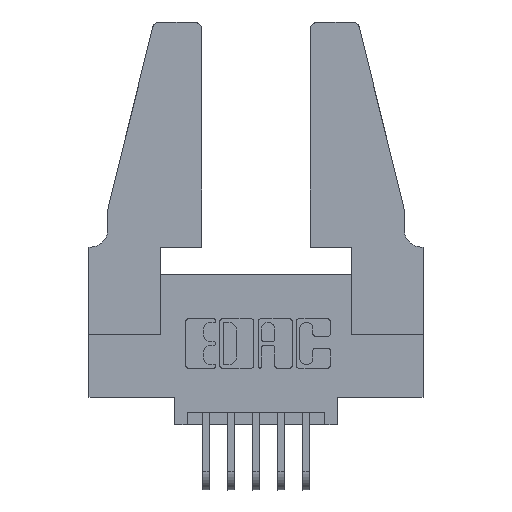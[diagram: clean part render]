
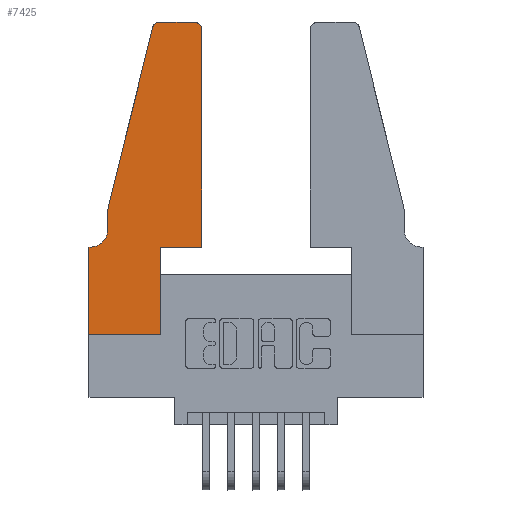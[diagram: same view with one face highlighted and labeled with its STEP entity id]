
A CAD part, top view. The second image highlights one B-rep face of the part: STEP entity #7425.
In plain terms, the highlighted planar face has unit normal (0, 0, 1).
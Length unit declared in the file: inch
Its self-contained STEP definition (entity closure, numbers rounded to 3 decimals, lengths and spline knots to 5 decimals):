
#470 = AXIS2_PLACEMENT_3D ( 'NONE', #4071, #11010, #5060 ) ;
#604 = CARTESIAN_POINT ( 'NONE',  ( 0.2865, 0., 0.37 ) ) ;
#841 = AXIS2_PLACEMENT_3D ( 'NONE', #12502, #12372, #6445 ) ;
#1179 = LINE ( 'NONE', #8824, #8476 ) ;
#1256 = EDGE_CURVE ( 'NONE', #11556, #3721, #1179, .T. ) ;
#1269 = LINE ( 'NONE', #10066, #5637 ) ;
#1375 = ORIENTED_EDGE ( 'NONE', *, *, #12728, .T. ) ;
#1553 = CARTESIAN_POINT ( 'NONE',  ( 0.4505, 0.35, 0.37 ) ) ;
#1557 = VECTOR ( 'NONE', #2653, 39.37008 ) ;
#1607 = AXIS2_PLACEMENT_3D ( 'NONE', #11388, #6326, #7328 ) ;
#1656 = ORIENTED_EDGE ( 'NONE', *, *, #4572, .T. ) ;
#1859 = CIRCLE ( 'NONE', #841, 0.07 ) ;
#1989 = VERTEX_POINT ( 'NONE', #8763 ) ;
#2356 = LINE ( 'NONE', #5331, #4239 ) ;
#2653 = DIRECTION ( 'NONE',  ( -1., 0., 0. ) ) ;
#2756 = ORIENTED_EDGE ( 'NONE', *, *, #10777, .T. ) ;
#2932 = CARTESIAN_POINT ( 'NONE',  ( 0.4505, 1.22, 0.37 ) ) ;
#3023 = ORIENTED_EDGE ( 'NONE', *, *, #6894, .T. ) ;
#3277 = AXIS2_PLACEMENT_3D ( 'NONE', #8473, #3518, #6415 ) ;
#3282 = EDGE_CURVE ( 'NONE', #3721, #8598, #1269, .T. ) ;
#3518 = DIRECTION ( 'NONE',  ( 0., 0., 1. ) ) ;
#3527 = LINE ( 'NONE', #11547, #7415 ) ;
#3588 = EDGE_LOOP ( 'NONE', ( #9845, #11810, #10562, #4006, #1375, #7351, #1656, #3023, #11940, #12443, #8167, #2756 ) ) ;
#3721 = VERTEX_POINT ( 'NONE', #11295 ) ;
#3884 = VERTEX_POINT ( 'NONE', #12440 ) ;
#4006 = ORIENTED_EDGE ( 'NONE', *, *, #4772, .T. ) ;
#4071 = CARTESIAN_POINT ( 'NONE',  ( 0., 0.35, 0.37 ) ) ;
#4128 = LINE ( 'NONE', #9524, #10656 ) ;
#4190 = CARTESIAN_POINT ( 'NONE',  ( 0.0755, 0.5, 0.37 ) ) ;
#4239 = VECTOR ( 'NONE', #5961, 39.37008 ) ;
#4304 = DIRECTION ( 'NONE',  ( -0.239, -0.971, 0. ) ) ;
#4505 = LINE ( 'NONE', #7608, #12103 ) ;
#4572 = EDGE_CURVE ( 'NONE', #3884, #8311, #3527, .T. ) ;
#4707 = VERTEX_POINT ( 'NONE', #2932 ) ;
#4745 = DIRECTION ( 'NONE',  ( 0., 1., 0. ) ) ;
#4772 = EDGE_CURVE ( 'NONE', #5911, #12201, #2356, .T. ) ;
#5060 = DIRECTION ( 'NONE',  ( 1., 0., 0. ) ) ;
#5279 = CARTESIAN_POINT ( 'NONE',  ( 0.0755, 0.5, 0.37 ) ) ;
#5331 = CARTESIAN_POINT ( 'NONE',  ( 0.0755, 0.5, 0.37 ) ) ;
#5637 = VECTOR ( 'NONE', #8558, 39.37008 ) ;
#5660 = CARTESIAN_POINT ( 'NONE',  ( 0.25487, 1.22718, 0.37 ) ) ;
#5911 = VERTEX_POINT ( 'NONE', #5279 ) ;
#5961 = DIRECTION ( 'NONE',  ( 0., -1., 0. ) ) ;
#6137 = LINE ( 'NONE', #4190, #7209 ) ;
#6326 = DIRECTION ( 'NONE',  ( 0., 0., 1. ) ) ;
#6371 = FACE_OUTER_BOUND ( 'NONE', #3588, .T. ) ;
#6415 = DIRECTION ( 'NONE',  ( 1., 0., 0. ) ) ;
#6445 = DIRECTION ( 'NONE',  ( -1., 0., 0. ) ) ;
#6726 = DIRECTION ( 'NONE',  ( 1., 0., 0. ) ) ;
#6798 = VERTEX_POINT ( 'NONE', #10643 ) ;
#6894 = EDGE_CURVE ( 'NONE', #8311, #11556, #4505, .T. ) ;
#7175 = VERTEX_POINT ( 'NONE', #5660 ) ;
#7184 = LINE ( 'NONE', #11517, #1557 ) ;
#7209 = VECTOR ( 'NONE', #4304, 39.37008 ) ;
#7328 = DIRECTION ( 'NONE',  ( 1., 0., 0. ) ) ;
#7351 = ORIENTED_EDGE ( 'NONE', *, *, #9538, .T. ) ;
#7415 = VECTOR ( 'NONE', #7599, 39.37008 ) ;
#7425 = ADVANCED_FACE ( 'NONE', ( #6371 ), #10011, .T. ) ;
#7599 = DIRECTION ( 'NONE',  ( 0., -1., 0. ) ) ;
#7608 = CARTESIAN_POINT ( 'NONE',  ( 0., 0., 0.37 ) ) ;
#7723 = VERTEX_POINT ( 'NONE', #10587 ) ;
#7830 = EDGE_CURVE ( 'NONE', #1989, #7175, #10843, .T. ) ;
#8167 = ORIENTED_EDGE ( 'NONE', *, *, #12710, .T. ) ;
#8311 = VERTEX_POINT ( 'NONE', #10127 ) ;
#8473 = CARTESIAN_POINT ( 'NONE',  ( 0.4205, 1.22, 0.37 ) ) ;
#8476 = VECTOR ( 'NONE', #4745, 39.37008 ) ;
#8558 = DIRECTION ( 'NONE',  ( 1., 0., 0. ) ) ;
#8598 = VERTEX_POINT ( 'NONE', #8865 ) ;
#8763 = CARTESIAN_POINT ( 'NONE',  ( 0.284, 1.25, 0.37 ) ) ;
#8824 = CARTESIAN_POINT ( 'NONE',  ( 0.2865, 0.35, 0.37 ) ) ;
#8865 = CARTESIAN_POINT ( 'NONE',  ( 0.4505, 0.35, 0.37 ) ) ;
#9499 = DIRECTION ( 'NONE',  ( 0., 1., 0. ) ) ;
#9524 = CARTESIAN_POINT ( 'NONE',  ( 0.0755, 0.35, 0.37 ) ) ;
#9538 = EDGE_CURVE ( 'NONE', #6798, #3884, #4128, .T. ) ;
#9690 = CIRCLE ( 'NONE', #3277, 0.03 ) ;
#9845 = ORIENTED_EDGE ( 'NONE', *, *, #12190, .T. ) ;
#9948 = VECTOR ( 'NONE', #9499, 39.37008 ) ;
#10011 = PLANE ( 'NONE',  #470 ) ;
#10066 = CARTESIAN_POINT ( 'NONE',  ( 0.4505, 0.35, 0.37 ) ) ;
#10108 = LINE ( 'NONE', #1553, #9948 ) ;
#10127 = CARTESIAN_POINT ( 'NONE',  ( 0., 0., 0.37 ) ) ;
#10562 = ORIENTED_EDGE ( 'NONE', *, *, #11255, .T. ) ;
#10587 = CARTESIAN_POINT ( 'NONE',  ( 0.4205, 1.25, 0.37 ) ) ;
#10643 = CARTESIAN_POINT ( 'NONE',  ( 0.0055, 0.35, 0.37 ) ) ;
#10656 = VECTOR ( 'NONE', #11576, 39.37008 ) ;
#10777 = EDGE_CURVE ( 'NONE', #4707, #7723, #9690, .T. ) ;
#10843 = CIRCLE ( 'NONE', #1607, 0.03 ) ;
#11010 = DIRECTION ( 'NONE',  ( 0., 0., 1. ) ) ;
#11255 = EDGE_CURVE ( 'NONE', #7175, #5911, #6137, .T. ) ;
#11295 = CARTESIAN_POINT ( 'NONE',  ( 0.2865, 0.35, 0.37 ) ) ;
#11388 = CARTESIAN_POINT ( 'NONE',  ( 0.284, 1.22, 0.37 ) ) ;
#11474 = CARTESIAN_POINT ( 'NONE',  ( 0.0755, 0.42, 0.37 ) ) ;
#11517 = CARTESIAN_POINT ( 'NONE',  ( 0.2605, 1.25, 0.37 ) ) ;
#11547 = CARTESIAN_POINT ( 'NONE',  ( 0., 0., 0.37 ) ) ;
#11556 = VERTEX_POINT ( 'NONE', #604 ) ;
#11576 = DIRECTION ( 'NONE',  ( -1., 0., 0. ) ) ;
#11810 = ORIENTED_EDGE ( 'NONE', *, *, #7830, .T. ) ;
#11940 = ORIENTED_EDGE ( 'NONE', *, *, #1256, .T. ) ;
#12103 = VECTOR ( 'NONE', #6726, 39.37008 ) ;
#12190 = EDGE_CURVE ( 'NONE', #7723, #1989, #7184, .T. ) ;
#12201 = VERTEX_POINT ( 'NONE', #11474 ) ;
#12372 = DIRECTION ( 'NONE',  ( 0., 0., -1. ) ) ;
#12440 = CARTESIAN_POINT ( 'NONE',  ( 0., 0.35, 0.37 ) ) ;
#12443 = ORIENTED_EDGE ( 'NONE', *, *, #3282, .T. ) ;
#12502 = CARTESIAN_POINT ( 'NONE',  ( 0.0055, 0.42, 0.37 ) ) ;
#12710 = EDGE_CURVE ( 'NONE', #8598, #4707, #10108, .T. ) ;
#12728 = EDGE_CURVE ( 'NONE', #12201, #6798, #1859, .T. ) ;
